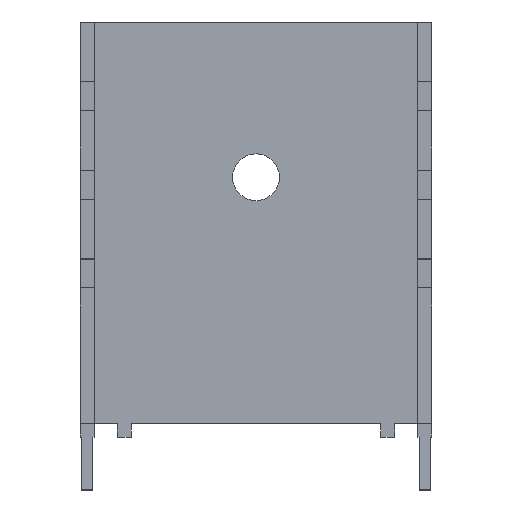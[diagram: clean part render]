
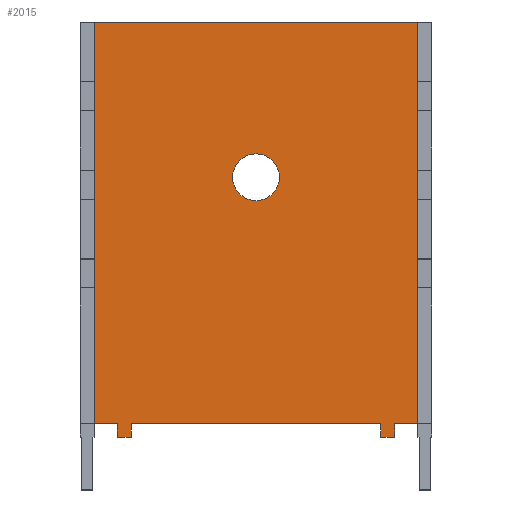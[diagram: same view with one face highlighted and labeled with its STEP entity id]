
A CAD part, top view. The second image highlights one B-rep face of the part: STEP entity #2015.
In plain terms, the highlighted planar face has unit normal (0, 0, 1).
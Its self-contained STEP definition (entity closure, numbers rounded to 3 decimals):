
#3 = CARTESIAN_POINT ( 'NONE',  ( -9., 0., -11.68 ) ) ;
#54 = LINE ( 'NONE', #914, #1480 ) ;
#100 = LINE ( 'NONE', #1443, #153 ) ;
#117 = CIRCLE ( 'NONE', #1360, 1.69 ) ;
#132 = AXIS2_PLACEMENT_3D ( 'NONE', #676, #1028, #2049 ) ;
#138 = EDGE_CURVE ( 'NONE', #557, #2000, #641, .T. ) ;
#146 = CARTESIAN_POINT ( 'NONE',  ( -11.68, 29.97, -11.68 ) ) ;
#149 = CARTESIAN_POINT ( 'NONE',  ( -1.69, 18.78, -11.68 ) ) ;
#153 = VECTOR ( 'NONE', #937, 1000. ) ;
#170 = CARTESIAN_POINT ( 'NONE',  ( 9., 0., -11.68 ) ) ;
#174 = ORIENTED_EDGE ( 'NONE', *, *, #138, .T. ) ;
#223 = VERTEX_POINT ( 'NONE', #1674 ) ;
#246 = VERTEX_POINT ( 'NONE', #1491 ) ;
#279 = CARTESIAN_POINT ( 'NONE',  ( -11.68, 1., -11.68 ) ) ;
#288 = EDGE_CURVE ( 'NONE', #963, #2000, #1036, .T. ) ;
#326 = CARTESIAN_POINT ( 'NONE',  ( 10., 0., -11.68 ) ) ;
#363 = VERTEX_POINT ( 'NONE', #1739 ) ;
#366 = PLANE ( 'NONE',  #132 ) ;
#453 = EDGE_CURVE ( 'NONE', #819, #557, #100, .T. ) ;
#536 = EDGE_CURVE ( 'NONE', #670, #223, #117, .T. ) ;
#541 = VERTEX_POINT ( 'NONE', #1439 ) ;
#557 = VERTEX_POINT ( 'NONE', #1102 ) ;
#572 = ORIENTED_EDGE ( 'NONE', *, *, #1819, .F. ) ;
#631 = DIRECTION ( 'NONE',  ( 0., -1., 0. ) ) ;
#641 = LINE ( 'NONE', #961, #862 ) ;
#670 = VERTEX_POINT ( 'NONE', #149 ) ;
#671 = VECTOR ( 'NONE', #1098, 1000. ) ;
#676 = CARTESIAN_POINT ( 'NONE',  ( 0., 29.97, -11.68 ) ) ;
#680 = EDGE_LOOP ( 'NONE', ( #2044, #1612, #702, #1818, #1326, #174, #1424, #2014, #1923, #1815, #572, #752 ) ) ;
#702 = ORIENTED_EDGE ( 'NONE', *, *, #2068, .T. ) ;
#739 = DIRECTION ( 'NONE',  ( 1., 0., 0. ) ) ;
#752 = ORIENTED_EDGE ( 'NONE', *, *, #818, .F. ) ;
#771 = CARTESIAN_POINT ( 'NONE',  ( 10., 29.97, -11.68 ) ) ;
#798 = VECTOR ( 'NONE', #1790, 1000. ) ;
#818 = EDGE_CURVE ( 'NONE', #2201, #1472, #1609, .T. ) ;
#819 = VERTEX_POINT ( 'NONE', #279 ) ;
#835 = VECTOR ( 'NONE', #1469, 1000. ) ;
#842 = VECTOR ( 'NONE', #1857, 1000. ) ;
#843 = ORIENTED_EDGE ( 'NONE', *, *, #1386, .F. ) ;
#862 = VECTOR ( 'NONE', #1121, 1000. ) ;
#882 = FACE_OUTER_BOUND ( 'NONE', #680, .T. ) ;
#907 = CARTESIAN_POINT ( 'NONE',  ( 0., 18.78, -11.68 ) ) ;
#914 = CARTESIAN_POINT ( 'NONE',  ( 0., 1., -11.68 ) ) ;
#925 = DIRECTION ( 'NONE',  ( 1., 0., 0. ) ) ;
#937 = DIRECTION ( 'NONE',  ( 1., 0., 0. ) ) ;
#951 = CARTESIAN_POINT ( 'NONE',  ( 0., 0., -11.68 ) ) ;
#961 = CARTESIAN_POINT ( 'NONE',  ( -10., 29.97, -11.68 ) ) ;
#963 = VERTEX_POINT ( 'NONE', #3 ) ;
#967 = LINE ( 'NONE', #2092, #1511 ) ;
#974 = LINE ( 'NONE', #1492, #798 ) ;
#1017 = VECTOR ( 'NONE', #631, 1000. ) ;
#1028 = DIRECTION ( 'NONE',  ( 0., 0., 1. ) ) ;
#1036 = LINE ( 'NONE', #1065, #2100 ) ;
#1065 = CARTESIAN_POINT ( 'NONE',  ( 0., 0., -11.68 ) ) ;
#1098 = DIRECTION ( 'NONE',  ( -1., 0., 0. ) ) ;
#1102 = CARTESIAN_POINT ( 'NONE',  ( -10., 1., -11.68 ) ) ;
#1121 = DIRECTION ( 'NONE',  ( 0., -1., 0. ) ) ;
#1128 = DIRECTION ( 'NONE',  ( -1., 0., 0. ) ) ;
#1186 = VECTOR ( 'NONE', #1630, 1000. ) ;
#1244 = EDGE_CURVE ( 'NONE', #1450, #2201, #1796, .T. ) ;
#1250 = LINE ( 'NONE', #1909, #671 ) ;
#1264 = EDGE_CURVE ( 'NONE', #363, #2055, #967, .T. ) ;
#1306 = DIRECTION ( 'NONE',  ( 0., 0., 1. ) ) ;
#1326 = ORIENTED_EDGE ( 'NONE', *, *, #453, .T. ) ;
#1329 = VECTOR ( 'NONE', #1128, 1000. ) ;
#1360 = AXIS2_PLACEMENT_3D ( 'NONE', #1460, #1306, #1814 ) ;
#1380 = LINE ( 'NONE', #1689, #842 ) ;
#1386 = EDGE_CURVE ( 'NONE', #223, #670, #1967, .T. ) ;
#1403 = DIRECTION ( 'NONE',  ( 0., 0., 1. ) ) ;
#1423 = DIRECTION ( 'NONE',  ( 0., -1., 0. ) ) ;
#1424 = ORIENTED_EDGE ( 'NONE', *, *, #288, .F. ) ;
#1439 = CARTESIAN_POINT ( 'NONE',  ( -11.68, 29.97, -11.68 ) ) ;
#1443 = CARTESIAN_POINT ( 'NONE',  ( 0., 1., -11.68 ) ) ;
#1450 = VERTEX_POINT ( 'NONE', #1649 ) ;
#1460 = CARTESIAN_POINT ( 'NONE',  ( 0., 18.78, -11.68 ) ) ;
#1462 = CARTESIAN_POINT ( 'NONE',  ( 0., 1., -11.68 ) ) ;
#1469 = DIRECTION ( 'NONE',  ( -1., 0., 0. ) ) ;
#1472 = VERTEX_POINT ( 'NONE', #326 ) ;
#1480 = VECTOR ( 'NONE', #925, 1000. ) ;
#1491 = CARTESIAN_POINT ( 'NONE',  ( -9., 1., -11.68 ) ) ;
#1492 = CARTESIAN_POINT ( 'NONE',  ( -9., 29.97, -11.68 ) ) ;
#1511 = VECTOR ( 'NONE', #1423, 1000. ) ;
#1585 = DIRECTION ( 'NONE',  ( -1., 0., 0. ) ) ;
#1609 = LINE ( 'NONE', #771, #1186 ) ;
#1612 = ORIENTED_EDGE ( 'NONE', *, *, #2017, .F. ) ;
#1630 = DIRECTION ( 'NONE',  ( 0., -1., 0. ) ) ;
#1639 = CARTESIAN_POINT ( 'NONE',  ( 10., 1., -11.68 ) ) ;
#1649 = CARTESIAN_POINT ( 'NONE',  ( 11.68, 1., -11.68 ) ) ;
#1666 = LINE ( 'NONE', #146, #1017 ) ;
#1674 = CARTESIAN_POINT ( 'NONE',  ( 1.69, 18.78, -11.68 ) ) ;
#1676 = CARTESIAN_POINT ( 'NONE',  ( -10., 0., -11.68 ) ) ;
#1689 = CARTESIAN_POINT ( 'NONE',  ( 11.68, 29.97, -11.68 ) ) ;
#1700 = ORIENTED_EDGE ( 'NONE', *, *, #536, .F. ) ;
#1707 = FACE_BOUND ( 'NONE', #1937, .T. ) ;
#1739 = CARTESIAN_POINT ( 'NONE',  ( 9., 1., -11.68 ) ) ;
#1790 = DIRECTION ( 'NONE',  ( 0., -1., 0. ) ) ;
#1796 = LINE ( 'NONE', #1462, #1329 ) ;
#1802 = LINE ( 'NONE', #951, #835 ) ;
#1814 = DIRECTION ( 'NONE',  ( 1., 0., 0. ) ) ;
#1815 = ORIENTED_EDGE ( 'NONE', *, *, #1264, .T. ) ;
#1818 = ORIENTED_EDGE ( 'NONE', *, *, #1850, .T. ) ;
#1819 = EDGE_CURVE ( 'NONE', #1472, #2055, #1802, .T. ) ;
#1850 = EDGE_CURVE ( 'NONE', #541, #819, #1666, .T. ) ;
#1857 = DIRECTION ( 'NONE',  ( 0., -1., 0. ) ) ;
#1905 = EDGE_CURVE ( 'NONE', #246, #963, #974, .T. ) ;
#1909 = CARTESIAN_POINT ( 'NONE',  ( 0., 29.97, -11.68 ) ) ;
#1923 = ORIENTED_EDGE ( 'NONE', *, *, #2149, .T. ) ;
#1937 = EDGE_LOOP ( 'NONE', ( #843, #1700 ) ) ;
#1967 = CIRCLE ( 'NONE', #2107, 1.69 ) ;
#2000 = VERTEX_POINT ( 'NONE', #1676 ) ;
#2014 = ORIENTED_EDGE ( 'NONE', *, *, #1905, .F. ) ;
#2015 = ADVANCED_FACE ( 'NONE', ( #1707, #882 ), #366, .T. ) ;
#2017 = EDGE_CURVE ( 'NONE', #2191, #1450, #1380, .T. ) ;
#2044 = ORIENTED_EDGE ( 'NONE', *, *, #1244, .F. ) ;
#2049 = DIRECTION ( 'NONE',  ( 1., 0., 0. ) ) ;
#2055 = VERTEX_POINT ( 'NONE', #170 ) ;
#2068 = EDGE_CURVE ( 'NONE', #2191, #541, #1250, .T. ) ;
#2092 = CARTESIAN_POINT ( 'NONE',  ( 9., 29.97, -11.68 ) ) ;
#2100 = VECTOR ( 'NONE', #1585, 1000. ) ;
#2107 = AXIS2_PLACEMENT_3D ( 'NONE', #907, #1403, #739 ) ;
#2144 = CARTESIAN_POINT ( 'NONE',  ( 11.68, 29.97, -11.68 ) ) ;
#2149 = EDGE_CURVE ( 'NONE', #246, #363, #54, .T. ) ;
#2191 = VERTEX_POINT ( 'NONE', #2144 ) ;
#2201 = VERTEX_POINT ( 'NONE', #1639 ) ;
